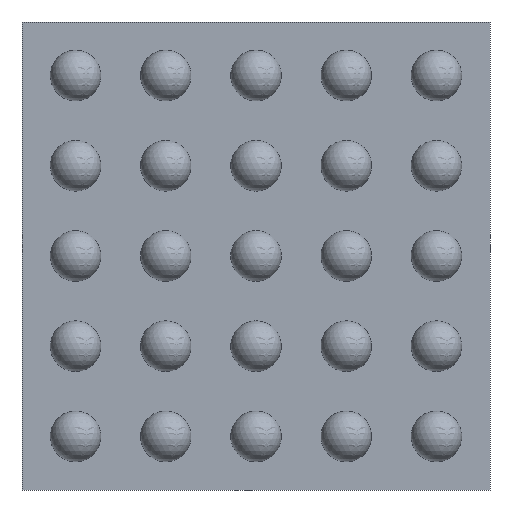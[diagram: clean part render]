
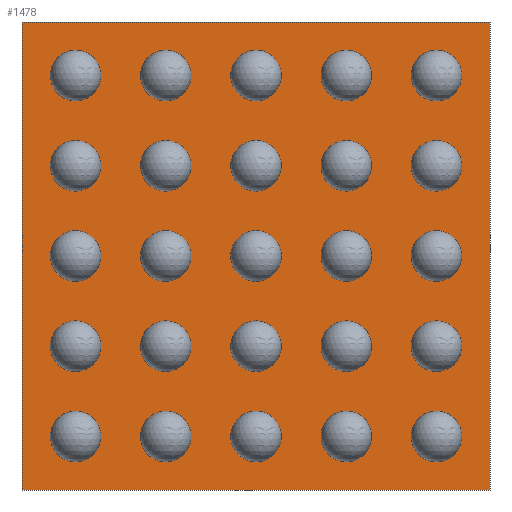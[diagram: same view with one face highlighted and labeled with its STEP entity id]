
A CAD part, front view. The second image highlights one B-rep face of the part: STEP entity #1478.
In plain terms, the highlighted planar face has unit normal (0, -1, 0).
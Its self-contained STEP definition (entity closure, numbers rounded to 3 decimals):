
#59 = CARTESIAN_POINT ( 'NONE',  ( -1.038, 0.2, -1.037 ) ) ;
#80 = VECTOR ( 'NONE', #599, 1000. ) ;
#104 = VERTEX_POINT ( 'NONE', #296 ) ;
#144 = LINE ( 'NONE', #899, #417 ) ;
#296 = CARTESIAN_POINT ( 'NONE',  ( 1.038, 0.2, -1.037 ) ) ;
#312 = AXIS2_PLACEMENT_3D ( 'NONE', #1448, #574, #566 ) ;
#417 = VECTOR ( 'NONE', #1254, 1000. ) ;
#450 = VERTEX_POINT ( 'NONE', #1325 ) ;
#566 = DIRECTION ( 'NONE',  ( 0., 0., 1. ) ) ;
#574 = DIRECTION ( 'NONE',  ( 0., 1., 0. ) ) ;
#599 = DIRECTION ( 'NONE',  ( 0., 0., -1. ) ) ;
#623 = VECTOR ( 'NONE', #708, 1000. ) ;
#672 = EDGE_CURVE ( 'NONE', #1378, #450, #144, .T. ) ;
#708 = DIRECTION ( 'NONE',  ( 0., 0., 1. ) ) ;
#754 = ORIENTED_EDGE ( 'NONE', *, *, #928, .T. ) ;
#813 = LINE ( 'NONE', #59, #1242 ) ;
#817 = CARTESIAN_POINT ( 'NONE',  ( 1.038, 0.2, 1.038 ) ) ;
#827 = CARTESIAN_POINT ( 'NONE',  ( -1.038, 0.2, -1.037 ) ) ;
#882 = ORIENTED_EDGE ( 'NONE', *, *, #1247, .T. ) ;
#899 = CARTESIAN_POINT ( 'NONE',  ( -1.038, 0.2, 1.038 ) ) ;
#928 = EDGE_CURVE ( 'NONE', #1310, #104, #813, .T. ) ;
#992 = DIRECTION ( 'NONE',  ( 1., 0., 0. ) ) ;
#995 = ORIENTED_EDGE ( 'NONE', *, *, #1251, .T. ) ;
#1082 = CARTESIAN_POINT ( 'NONE',  ( 1.038, 0.2, 1.038 ) ) ;
#1234 = LINE ( 'NONE', #817, #623 ) ;
#1242 = VECTOR ( 'NONE', #992, 1000. ) ;
#1247 = EDGE_CURVE ( 'NONE', #450, #1310, #1368, .T. ) ;
#1251 = EDGE_CURVE ( 'NONE', #104, #1378, #1234, .T. ) ;
#1254 = DIRECTION ( 'NONE',  ( -1., 0., 0. ) ) ;
#1310 = VERTEX_POINT ( 'NONE', #827 ) ;
#1325 = CARTESIAN_POINT ( 'NONE',  ( -1.038, 0.2, 1.038 ) ) ;
#1342 = FACE_OUTER_BOUND ( 'NONE', #1441, .T. ) ;
#1344 = ORIENTED_EDGE ( 'NONE', *, *, #672, .T. ) ;
#1368 = LINE ( 'NONE', #1545, #80 ) ;
#1378 = VERTEX_POINT ( 'NONE', #1082 ) ;
#1441 = EDGE_LOOP ( 'NONE', ( #995, #1344, #882, #754 ) ) ;
#1448 = CARTESIAN_POINT ( 'NONE',  ( 0., 0.2, 0. ) ) ;
#1478 = ADVANCED_FACE ( 'NONE', ( #1342 ), #1508, .F. ) ;
#1508 = PLANE ( 'NONE',  #312 ) ;
#1545 = CARTESIAN_POINT ( 'NONE',  ( -1.038, 0.2, 1.038 ) ) ;
